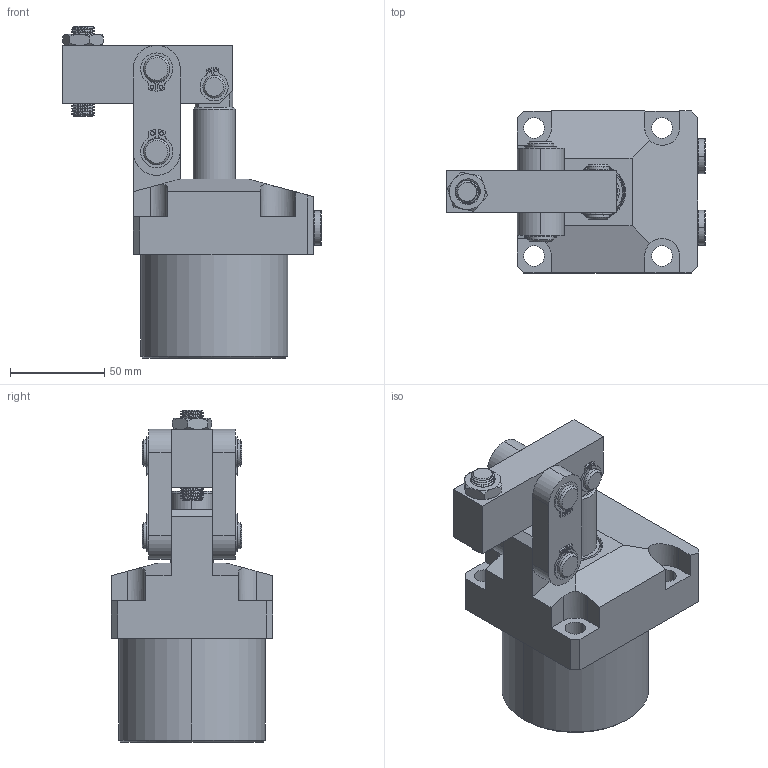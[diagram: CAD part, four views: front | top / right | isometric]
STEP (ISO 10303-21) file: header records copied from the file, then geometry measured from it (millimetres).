
FILE_DESCRIPTION (( 'STEP AP203' ), '1' );
FILE_NAME ('CLKA-075P.STEP', '2018-07-14T08:26:15', ( '' ), ( '' ), 'SwSTEP 2.0', 'SolidWorks 2015', '' );
FILE_SCHEMA (( 'CONFIG_CONTROL_DESIGN' ));
Length unit declared in the file: millimetre
Products named in the file (11): yabi75; 黑芛G4-1; CLKA-075P-benti; luosi75; duanxiao75; CLKA-075P; dangjuan75; liangan75; zhangxiao75; dangjuan01; m12luomo
Assembly tree (17 placements, depth 2):
  CLKA-075P
    dangjuan75  x4
    duanxiao75
    liangan75  x2
    luosi75
    m12luomo
    yabi75
    zhangxiao75  x2
    dangjuan01  x2
    CLKA-075P-benti
    黑芛G4-1  x2
Bounding box: 137.5 x 86 x 176.29 mm (x, y, z)
Volume: 670678.5 mm3; surface area: 95815.8 mm2
Topology: 17 solids, 17 shells, 605 faces, 1563 edges, 1020 vertices
Faces by surface type: cylinder 351, plane 170, cone 62, bspline 12, torus 10
Entity records: 25003 total; most frequent: CARTESIAN_POINT 13116, ORIENTED_EDGE 2408, DIRECTION 2033, EDGE_CURVE 1204, VERTEX_POINT 786, AXIS2_PLACEMENT_3D 766, EDGE_LOOP 520, VECTOR 501
